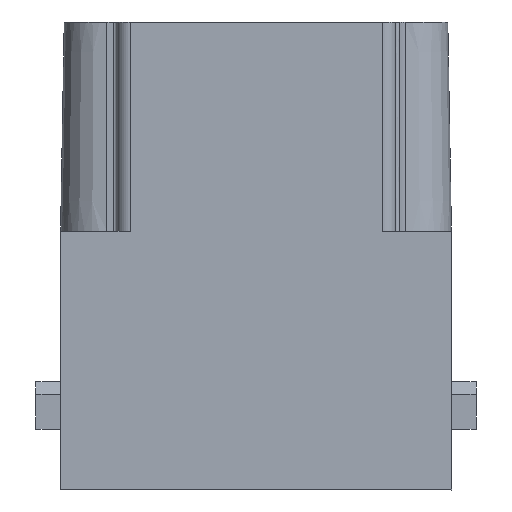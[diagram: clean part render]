
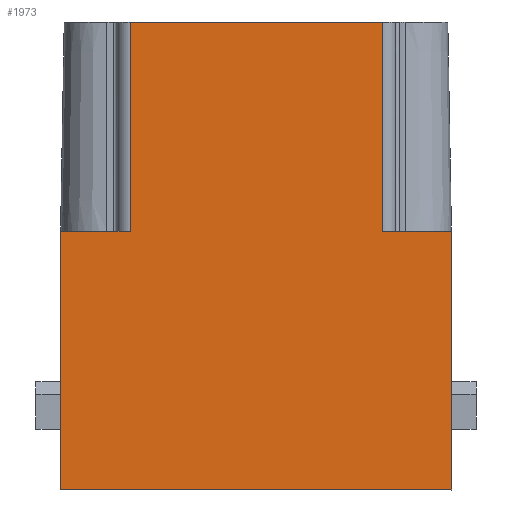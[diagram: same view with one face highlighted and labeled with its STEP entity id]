
A CAD part, left-side view. The second image highlights one B-rep face of the part: STEP entity #1973.
In plain terms, the highlighted face is planar.
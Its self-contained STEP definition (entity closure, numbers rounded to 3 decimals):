
#1071=CARTESIAN_POINT('',(7.3,0.2,-15.15));
#1072=VERTEX_POINT('',#1071);
#1073=CARTESIAN_POINT('',(7.3,-19.85,-15.15));
#1074=VERTEX_POINT('',#1073);
#1075=CARTESIAN_POINT('',(7.3,0.2,-15.15));
#1076=DIRECTION('',(0.,-1.,0.));
#1077=VECTOR('',#1076,20.05);
#1078=LINE('',#1075,#1077);
#1079=EDGE_CURVE('',#1072,#1074,#1078,.T.);
#1330=CARTESIAN_POINT('',(7.3,16.4,9.75));
#1331=VERTEX_POINT('',#1330);
#1340=CARTESIAN_POINT('',(7.3,0.2,9.75));
#1341=VERTEX_POINT('',#1340);
#1349=CARTESIAN_POINT('',(7.3,16.4,9.75));
#1350=DIRECTION('',(0.,-1.,0.));
#1351=VECTOR('',#1350,16.2);
#1352=LINE('',#1349,#1351);
#1353=EDGE_CURVE('',#1331,#1341,#1352,.T.);
#1516=CARTESIAN_POINT('',(7.3,16.4,-9.8));
#1517=VERTEX_POINT('',#1516);
#1525=CARTESIAN_POINT('',(7.3,0.2,-9.8));
#1526=VERTEX_POINT('',#1525);
#1527=CARTESIAN_POINT('',(7.3,16.4,-9.8));
#1528=DIRECTION('',(0.,-1.,0.));
#1529=VECTOR('',#1528,16.2);
#1530=LINE('',#1527,#1529);
#1531=EDGE_CURVE('',#1517,#1526,#1530,.T.);
#1784=CARTESIAN_POINT('',(7.3,-19.85,15.15));
#1785=VERTEX_POINT('',#1784);
#1792=CARTESIAN_POINT('',(7.3,0.2,15.15));
#1793=VERTEX_POINT('',#1792);
#1794=CARTESIAN_POINT('',(7.3,0.2,15.15));
#1795=DIRECTION('',(0.,-1.,0.));
#1796=VECTOR('',#1795,20.05);
#1797=LINE('',#1794,#1796);
#1798=EDGE_CURVE('',#1793,#1785,#1797,.T.);
#1938=CARTESIAN_POINT('',(7.3,-0.8,0.));
#1939=DIRECTION('',(1.,0.,0.));
#1940=DIRECTION('',(0.,-1.,0.));
#1941=AXIS2_PLACEMENT_3D('',#1938,#1939,#1940);
#1942=PLANE('',#1941);
#1943=ORIENTED_EDGE('',*,*,#1531,.F.);
#1944=CARTESIAN_POINT('',(7.3,16.4,-9.8));
#1945=DIRECTION('',(0.,0.,1.));
#1946=VECTOR('',#1945,19.55);
#1947=LINE('',#1944,#1946);
#1948=EDGE_CURVE('',#1517,#1331,#1947,.T.);
#1949=ORIENTED_EDGE('',*,*,#1948,.T.);
#1950=ORIENTED_EDGE('',*,*,#1353,.T.);
#1951=CARTESIAN_POINT('',(7.3,0.2,15.15));
#1952=DIRECTION('',(0.,0.,-1.));
#1953=VECTOR('',#1952,5.4);
#1954=LINE('',#1951,#1953);
#1955=EDGE_CURVE('',#1793,#1341,#1954,.T.);
#1956=ORIENTED_EDGE('',*,*,#1955,.F.);
#1957=ORIENTED_EDGE('',*,*,#1798,.T.);
#1958=CARTESIAN_POINT('',(7.3,-19.85,-15.15));
#1959=DIRECTION('',(-0.,0.,1.));
#1960=VECTOR('',#1959,30.3);
#1961=LINE('',#1958,#1960);
#1962=EDGE_CURVE('',#1074,#1785,#1961,.T.);
#1963=ORIENTED_EDGE('',*,*,#1962,.F.);
#1964=ORIENTED_EDGE('',*,*,#1079,.F.);
#1965=CARTESIAN_POINT('',(7.3,0.2,-9.8));
#1966=DIRECTION('',(0.,0.,-1.));
#1967=VECTOR('',#1966,5.35);
#1968=LINE('',#1965,#1967);
#1969=EDGE_CURVE('',#1526,#1072,#1968,.T.);
#1970=ORIENTED_EDGE('',*,*,#1969,.F.);
#1971=EDGE_LOOP('',(#1943,#1949,#1950,#1956,#1957,#1963,#1964,#1970));
#1972=FACE_BOUND('',#1971,.T.);
#1973=ADVANCED_FACE('',(#1972),#1942,.T.);
